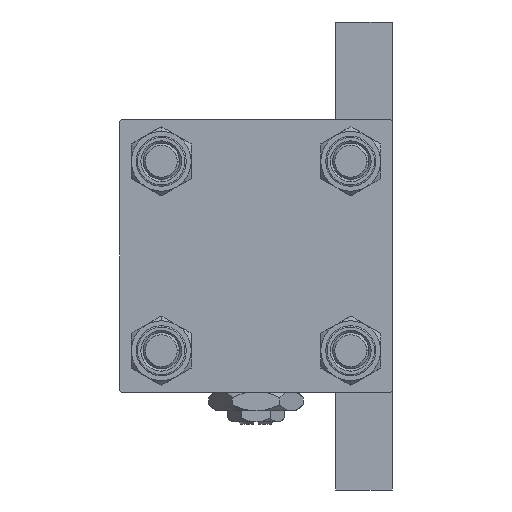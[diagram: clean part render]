
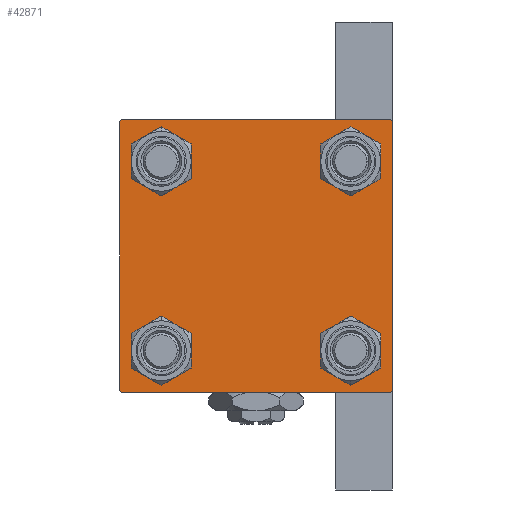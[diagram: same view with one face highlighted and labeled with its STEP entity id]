
A CAD part, left-side view. The second image highlights one B-rep face of the part: STEP entity #42871.
In plain terms, the highlighted planar face has unit normal (-1, 0, 0).
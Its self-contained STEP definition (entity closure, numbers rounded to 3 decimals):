
#148 = AXIS2_PLACEMENT_3D ( 'NONE', #38431, #30343, #47051 ) ;
#245 = CIRCLE ( 'NONE', #19969, 4.5 ) ;
#418 = ORIENTED_EDGE ( 'NONE', *, *, #31379, .T. ) ;
#553 = VERTEX_POINT ( 'NONE', #31243 ) ;
#821 = DIRECTION ( 'NONE',  ( 0., 0., -1. ) ) ;
#1606 = DIRECTION ( 'NONE',  ( 0., 0., 1. ) ) ;
#2039 = EDGE_CURVE ( 'NONE', #19141, #21664, #9561, .T. ) ;
#2079 = VERTEX_POINT ( 'NONE', #15537 ) ;
#2379 = VERTEX_POINT ( 'NONE', #14671 ) ;
#2403 = CARTESIAN_POINT ( 'NONE',  ( 0., 0., 0. ) ) ;
#2890 = ORIENTED_EDGE ( 'NONE', *, *, #50003, .T. ) ;
#2971 = VERTEX_POINT ( 'NONE', #41229 ) ;
#3119 = CARTESIAN_POINT ( 'NONE',  ( 0., -29.75, -29.75 ) ) ;
#4046 = EDGE_CURVE ( 'NONE', #27269, #553, #245, .T. ) ;
#4449 = DIRECTION ( 'NONE',  ( 0., -1., 0. ) ) ;
#4671 = AXIS2_PLACEMENT_3D ( 'NONE', #17096, #38328, #5229 ) ;
#4764 = CARTESIAN_POINT ( 'NONE',  ( 0., -20.85, 25.35 ) ) ;
#4834 = EDGE_CURVE ( 'NONE', #2079, #42435, #45811, .T. ) ;
#5106 = VECTOR ( 'NONE', #29128, 1000. ) ;
#5229 = DIRECTION ( 'NONE',  ( 0., 0., 1. ) ) ;
#7631 = DIRECTION ( 'NONE',  ( 1., 0., 0. ) ) ;
#8321 = EDGE_CURVE ( 'NONE', #2379, #2971, #21287, .T. ) ;
#9232 = CARTESIAN_POINT ( 'NONE',  ( 0., -29.5, 30. ) ) ;
#9561 = CIRCLE ( 'NONE', #148, 4.5 ) ;
#9616 = EDGE_CURVE ( 'NONE', #13371, #2379, #47048, .T. ) ;
#10285 = EDGE_CURVE ( 'NONE', #13120, #49540, #32240, .T. ) ;
#10654 = DIRECTION ( 'NONE',  ( 1., 0., 0. ) ) ;
#10815 = ORIENTED_EDGE ( 'NONE', *, *, #38555, .T. ) ;
#10988 = FACE_BOUND ( 'NONE', #36069, .T. ) ;
#11083 = CIRCLE ( 'NONE', #38604, 4.5 ) ;
#12039 = VECTOR ( 'NONE', #15060, 1000. ) ;
#12525 = DIRECTION ( 'NONE',  ( 1., 0., 0. ) ) ;
#12562 = EDGE_LOOP ( 'NONE', ( #28081, #52813 ) ) ;
#12708 = LINE ( 'NONE', #29392, #5106 ) ;
#13027 = ORIENTED_EDGE ( 'NONE', *, *, #9616, .T. ) ;
#13120 = VERTEX_POINT ( 'NONE', #39943 ) ;
#13279 = CIRCLE ( 'NONE', #4671, 4.5 ) ;
#13371 = VERTEX_POINT ( 'NONE', #46659 ) ;
#13485 = EDGE_LOOP ( 'NONE', ( #21774, #26923, #38344, #10815, #35883, #49690, #23705, #13027 ) ) ;
#14449 = CIRCLE ( 'NONE', #44535, 4.5 ) ;
#14473 = VERTEX_POINT ( 'NONE', #18924 ) ;
#14671 = CARTESIAN_POINT ( 'NONE',  ( 0., 30., 29.5 ) ) ;
#14784 = AXIS2_PLACEMENT_3D ( 'NONE', #2403, #47892, #1606 ) ;
#14874 = CARTESIAN_POINT ( 'NONE',  ( 0., 20.85, 20.85 ) ) ;
#15060 = DIRECTION ( 'NONE',  ( 0., -0.707, -0.707 ) ) ;
#15516 = LINE ( 'NONE', #3119, #31826 ) ;
#15530 = CARTESIAN_POINT ( 'NONE',  ( 0., -20.85, 20.85 ) ) ;
#15537 = CARTESIAN_POINT ( 'NONE',  ( 0., 20.85, -16.35 ) ) ;
#16266 = EDGE_CURVE ( 'NONE', #14473, #41120, #30034, .T. ) ;
#17096 = CARTESIAN_POINT ( 'NONE',  ( 0., 20.85, -20.85 ) ) ;
#17955 = CARTESIAN_POINT ( 'NONE',  ( 0., -20.85, -20.85 ) ) ;
#18224 = DIRECTION ( 'NONE',  ( 0., 0., 1. ) ) ;
#18359 = VECTOR ( 'NONE', #30688, 1000. ) ;
#18521 = AXIS2_PLACEMENT_3D ( 'NONE', #15530, #44315, #52417 ) ;
#18924 = CARTESIAN_POINT ( 'NONE',  ( 0., -30., 29.5 ) ) ;
#19030 = VERTEX_POINT ( 'NONE', #27233 ) ;
#19084 = PLANE ( 'NONE',  #14784 ) ;
#19141 = VERTEX_POINT ( 'NONE', #41211 ) ;
#19969 = AXIS2_PLACEMENT_3D ( 'NONE', #23955, #52505, #36882 ) ;
#20952 = AXIS2_PLACEMENT_3D ( 'NONE', #14874, #52558, #47983 ) ;
#21287 = LINE ( 'NONE', #37700, #51130 ) ;
#21288 = LINE ( 'NONE', #27166, #12039 ) ;
#21397 = VERTEX_POINT ( 'NONE', #38691 ) ;
#21664 = VERTEX_POINT ( 'NONE', #43919 ) ;
#21774 = ORIENTED_EDGE ( 'NONE', *, *, #8321, .T. ) ;
#23705 = ORIENTED_EDGE ( 'NONE', *, *, #48224, .F. ) ;
#23955 = CARTESIAN_POINT ( 'NONE',  ( 0., 20.85, 20.85 ) ) ;
#24436 = EDGE_CURVE ( 'NONE', #2971, #19030, #21288, .T. ) ;
#24663 = CARTESIAN_POINT ( 'NONE',  ( 0., 20.85, -20.85 ) ) ;
#25180 = LINE ( 'NONE', #45381, #31064 ) ;
#25615 = LINE ( 'NONE', #51183, #18359 ) ;
#26432 = CARTESIAN_POINT ( 'NONE',  ( 0., 20.85, -25.35 ) ) ;
#26588 = CARTESIAN_POINT ( 'NONE',  ( 0., 29.75, 29.75 ) ) ;
#26798 = DIRECTION ( 'NONE',  ( 0., 0.707, 0.707 ) ) ;
#26923 = ORIENTED_EDGE ( 'NONE', *, *, #24436, .T. ) ;
#27162 = FACE_BOUND ( 'NONE', #32647, .T. ) ;
#27166 = CARTESIAN_POINT ( 'NONE',  ( 0., 29.75, -29.75 ) ) ;
#27233 = CARTESIAN_POINT ( 'NONE',  ( 0., 29.5, -30. ) ) ;
#27269 = VERTEX_POINT ( 'NONE', #32246 ) ;
#28081 = ORIENTED_EDGE ( 'NONE', *, *, #48057, .T. ) ;
#29128 = DIRECTION ( 'NONE',  ( 0., 0., -1. ) ) ;
#29392 = CARTESIAN_POINT ( 'NONE',  ( 0., -30., 30. ) ) ;
#30034 = LINE ( 'NONE', #42156, #43519 ) ;
#30343 = DIRECTION ( 'NONE',  ( 1., 0., 0. ) ) ;
#30497 = ORIENTED_EDGE ( 'NONE', *, *, #10285, .T. ) ;
#30688 = DIRECTION ( 'NONE',  ( 0., -1., 0. ) ) ;
#31064 = VECTOR ( 'NONE', #4449, 1000. ) ;
#31172 = ORIENTED_EDGE ( 'NONE', *, *, #2039, .T. ) ;
#31243 = CARTESIAN_POINT ( 'NONE',  ( 0., 20.85, 25.35 ) ) ;
#31379 = EDGE_CURVE ( 'NONE', #49540, #13120, #14449, .T. ) ;
#31451 = FACE_BOUND ( 'NONE', #41588, .T. ) ;
#31826 = VECTOR ( 'NONE', #40524, 1000. ) ;
#32240 = CIRCLE ( 'NONE', #18521, 4.5 ) ;
#32246 = CARTESIAN_POINT ( 'NONE',  ( 0., 20.85, 16.35 ) ) ;
#32647 = EDGE_LOOP ( 'NONE', ( #418, #30497 ) ) ;
#33356 = VERTEX_POINT ( 'NONE', #50395 ) ;
#34236 = EDGE_CURVE ( 'NONE', #14473, #33356, #12708, .T. ) ;
#34694 = CIRCLE ( 'NONE', #20952, 4.5 ) ;
#35882 = EDGE_CURVE ( 'NONE', #21664, #19141, #11083, .T. ) ;
#35883 = ORIENTED_EDGE ( 'NONE', *, *, #34236, .F. ) ;
#36069 = EDGE_LOOP ( 'NONE', ( #31172, #37238 ) ) ;
#36712 = CARTESIAN_POINT ( 'NONE',  ( 0., -20.85, 20.85 ) ) ;
#36882 = DIRECTION ( 'NONE',  ( 0., 0., 1. ) ) ;
#36993 = DIRECTION ( 'NONE',  ( 0., 0., 1. ) ) ;
#37238 = ORIENTED_EDGE ( 'NONE', *, *, #35882, .T. ) ;
#37700 = CARTESIAN_POINT ( 'NONE',  ( 0., 30., 30. ) ) ;
#38328 = DIRECTION ( 'NONE',  ( 1., 0., 0. ) ) ;
#38344 = ORIENTED_EDGE ( 'NONE', *, *, #41913, .T. ) ;
#38431 = CARTESIAN_POINT ( 'NONE',  ( 0., -20.85, -20.85 ) ) ;
#38555 = EDGE_CURVE ( 'NONE', #21397, #33356, #15516, .T. ) ;
#38604 = AXIS2_PLACEMENT_3D ( 'NONE', #17955, #10654, #18224 ) ;
#38691 = CARTESIAN_POINT ( 'NONE',  ( 0., -29.5, -30. ) ) ;
#38917 = AXIS2_PLACEMENT_3D ( 'NONE', #24663, #12525, #41068 ) ;
#38957 = DIRECTION ( 'NONE',  ( 0., 0.707, -0.707 ) ) ;
#39943 = CARTESIAN_POINT ( 'NONE',  ( 0., -20.85, 16.35 ) ) ;
#40524 = DIRECTION ( 'NONE',  ( 0., -0.707, 0.707 ) ) ;
#41068 = DIRECTION ( 'NONE',  ( 0., 0., 1. ) ) ;
#41120 = VERTEX_POINT ( 'NONE', #9232 ) ;
#41211 = CARTESIAN_POINT ( 'NONE',  ( 0., -20.85, -16.35 ) ) ;
#41229 = CARTESIAN_POINT ( 'NONE',  ( 0., 30., -29.5 ) ) ;
#41588 = EDGE_LOOP ( 'NONE', ( #45499, #2890 ) ) ;
#41913 = EDGE_CURVE ( 'NONE', #19030, #21397, #25180, .T. ) ;
#42156 = CARTESIAN_POINT ( 'NONE',  ( 0., -29.75, 29.75 ) ) ;
#42435 = VERTEX_POINT ( 'NONE', #26432 ) ;
#42871 = ADVANCED_FACE ( 'NONE', ( #27162, #10988, #31451, #47362, #43580 ), #19084, .T. ) ;
#43519 = VECTOR ( 'NONE', #26798, 1000. ) ;
#43580 = FACE_OUTER_BOUND ( 'NONE', #13485, .T. ) ;
#43919 = CARTESIAN_POINT ( 'NONE',  ( 0., -20.85, -25.35 ) ) ;
#44315 = DIRECTION ( 'NONE',  ( 1., 0., 0. ) ) ;
#44535 = AXIS2_PLACEMENT_3D ( 'NONE', #36712, #7631, #36993 ) ;
#45381 = CARTESIAN_POINT ( 'NONE',  ( 0., 30., -30. ) ) ;
#45499 = ORIENTED_EDGE ( 'NONE', *, *, #4834, .T. ) ;
#45811 = CIRCLE ( 'NONE', #38917, 4.5 ) ;
#46659 = CARTESIAN_POINT ( 'NONE',  ( 0., 29.5, 30. ) ) ;
#47048 = LINE ( 'NONE', #26588, #52874 ) ;
#47051 = DIRECTION ( 'NONE',  ( 0., 0., 1. ) ) ;
#47362 = FACE_BOUND ( 'NONE', #12562, .T. ) ;
#47892 = DIRECTION ( 'NONE',  ( -1., 0., 0. ) ) ;
#47983 = DIRECTION ( 'NONE',  ( 0., 0., 1. ) ) ;
#48057 = EDGE_CURVE ( 'NONE', #553, #27269, #34694, .T. ) ;
#48224 = EDGE_CURVE ( 'NONE', #13371, #41120, #25615, .T. ) ;
#49540 = VERTEX_POINT ( 'NONE', #4764 ) ;
#49690 = ORIENTED_EDGE ( 'NONE', *, *, #16266, .T. ) ;
#50003 = EDGE_CURVE ( 'NONE', #42435, #2079, #13279, .T. ) ;
#50395 = CARTESIAN_POINT ( 'NONE',  ( 0., -30., -29.5 ) ) ;
#51130 = VECTOR ( 'NONE', #821, 1000. ) ;
#51183 = CARTESIAN_POINT ( 'NONE',  ( 0., 30., 30. ) ) ;
#52417 = DIRECTION ( 'NONE',  ( 0., 0., 1. ) ) ;
#52505 = DIRECTION ( 'NONE',  ( 1., 0., 0. ) ) ;
#52558 = DIRECTION ( 'NONE',  ( 1., 0., 0. ) ) ;
#52813 = ORIENTED_EDGE ( 'NONE', *, *, #4046, .T. ) ;
#52874 = VECTOR ( 'NONE', #38957, 1000. ) ;
